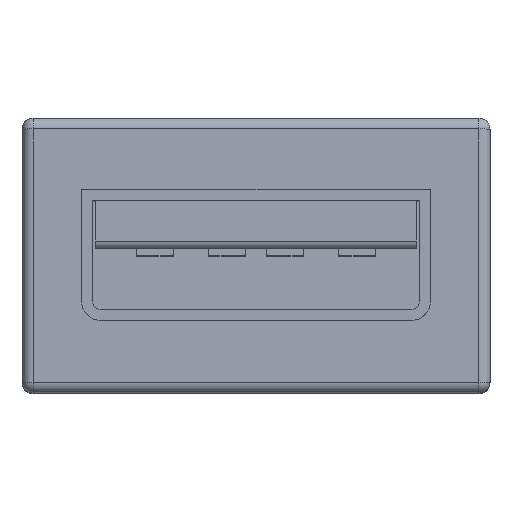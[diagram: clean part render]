
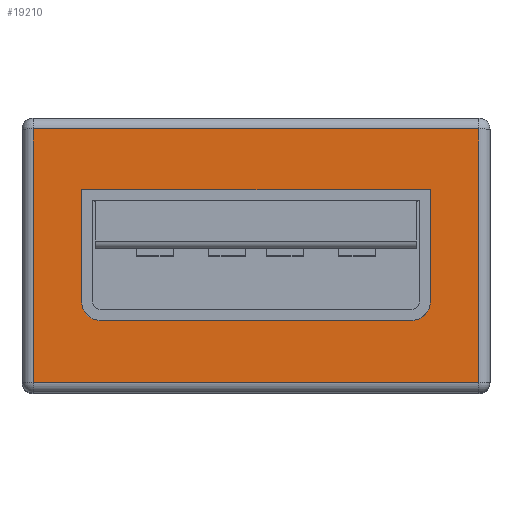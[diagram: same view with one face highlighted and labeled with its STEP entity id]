
A CAD part, top view. The second image highlights one B-rep face of the part: STEP entity #19210.
In plain terms, the highlighted planar face has unit normal (0, 0, 1).
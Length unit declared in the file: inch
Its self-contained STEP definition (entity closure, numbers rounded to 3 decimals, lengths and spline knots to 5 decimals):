
#2647 = FACE_OUTER_BOUND ( 'NONE', #19223, .T. ) ;
#2678 = CARTESIAN_POINT ( 'NONE',  ( -0.304, 0.1725, 0.365 ) ) ;
#2680 = CARTESIAN_POINT ( 'NONE',  ( 0.304, -0.1725, 0.365 ) ) ;
#2681 = DIRECTION ( 'NONE',  ( 0., -1., 0. ) ) ;
#2682 = VECTOR ( 'NONE', #2681, 39.37008 ) ;
#2683 = CARTESIAN_POINT ( 'NONE',  ( -0.304, 0.1875, 0.365 ) ) ;
#2684 = LINE ( 'NONE', #2683, #2682 ) ;
#2686 = DIRECTION ( 'NONE',  ( -1., 0., 0. ) ) ;
#2687 = DIRECTION ( 'NONE',  ( 0., 0., -1. ) ) ;
#2688 = CARTESIAN_POINT ( 'NONE',  ( -0.319, 0.1875, 0.365 ) ) ;
#2689 = AXIS2_PLACEMENT_3D ( 'NONE', #2688, #2687, #2686 ) ;
#2690 = PLANE ( 'NONE',  #2689 ) ;
#3245 = CARTESIAN_POINT ( 'NONE',  ( 0.304, 0.1725, 0.365 ) ) ;
#3257 = DIRECTION ( 'NONE',  ( 0., 1., 0. ) ) ;
#3258 = VECTOR ( 'NONE', #3257, 39.37008 ) ;
#3259 = CARTESIAN_POINT ( 'NONE',  ( 0.304, 0.1875, 0.365 ) ) ;
#3260 = LINE ( 'NONE', #3259, #3258 ) ;
#3289 = DIRECTION ( 'NONE',  ( 1., 0., 0. ) ) ;
#3290 = VECTOR ( 'NONE', #3289, 39.37008 ) ;
#3291 = CARTESIAN_POINT ( 'NONE',  ( -0.319, -0.1725, 0.365 ) ) ;
#3292 = LINE ( 'NONE', #3291, #3290 ) ;
#3295 = DIRECTION ( 'NONE',  ( -1., 0., 0. ) ) ;
#3296 = VECTOR ( 'NONE', #3295, 39.37008 ) ;
#3297 = CARTESIAN_POINT ( 'NONE',  ( -0.319, 0.1725, 0.365 ) ) ;
#3298 = LINE ( 'NONE', #3297, #3296 ) ;
#3350 = CARTESIAN_POINT ( 'NONE',  ( -0.304, -0.1725, 0.365 ) ) ;
#19210 = ADVANCED_FACE ( 'NONE', ( #2647 ), #2690, .F. ) ;
#19212 = EDGE_CURVE ( 'NONE', #19220, #19275, #2684, .T. ) ;
#19214 = VERTEX_POINT ( 'NONE', #2680 ) ;
#19215 = ORIENTED_EDGE ( 'NONE', *, *, #19261, .T. ) ;
#19220 = VERTEX_POINT ( 'NONE', #2678 ) ;
#19223 = EDGE_LOOP ( 'NONE', ( #19273, #19215, #19238, #19250 ) ) ;
#19238 = ORIENTED_EDGE ( 'NONE', *, *, #19264, .T. ) ;
#19250 = ORIENTED_EDGE ( 'NONE', *, *, #19259, .T. ) ;
#19251 = VERTEX_POINT ( 'NONE', #3245 ) ;
#19259 = EDGE_CURVE ( 'NONE', #19251, #19220, #3298, .T. ) ;
#19261 = EDGE_CURVE ( 'NONE', #19275, #19214, #3292, .T. ) ;
#19264 = EDGE_CURVE ( 'NONE', #19214, #19251, #3260, .T. ) ;
#19273 = ORIENTED_EDGE ( 'NONE', *, *, #19212, .T. ) ;
#19275 = VERTEX_POINT ( 'NONE', #3350 ) ;
